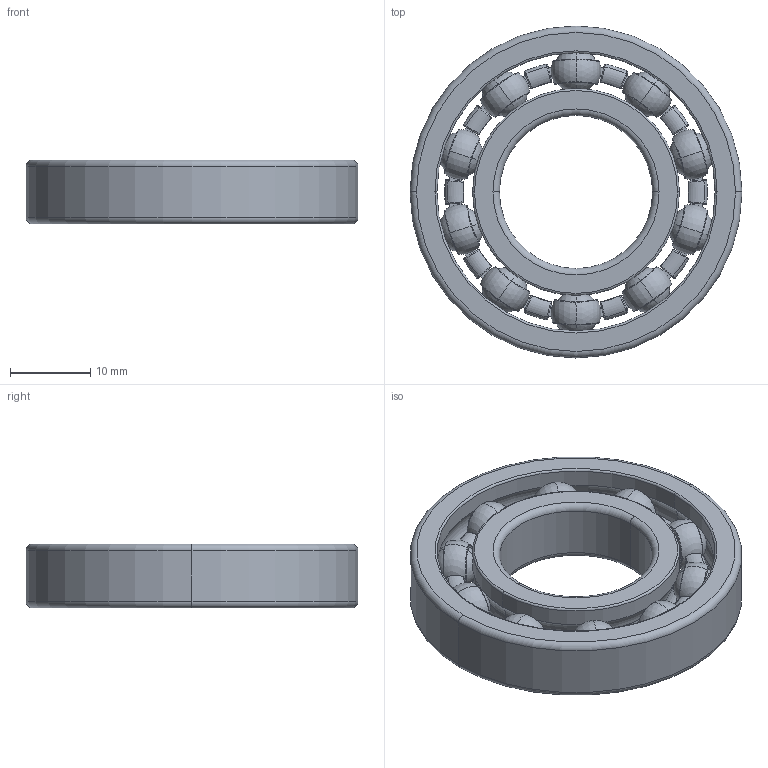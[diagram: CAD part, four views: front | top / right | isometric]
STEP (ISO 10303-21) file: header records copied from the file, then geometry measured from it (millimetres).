
FILE_DESCRIPTION (( 'STEP AP203' ), '1' );
FILE_NAME ('60355K185_Ball Bearing.STEP', '2023-02-27T20:42:57', ( 'Administrator' ), ( 'Managed by Terraform' ), 'SwSTEP 2.0', 'SolidWorks 2017', '' );
FILE_SCHEMA (( 'CONFIG_CONTROL_DESIGN' ));
Length unit declared in the file: inch
Products named in the file (1): 60355K185_Ball Bearing
Bounding box: 41.27 x 41.27 x 7.94 mm (x, y, z)
Volume: 5875.3 mm3; surface area: 6893.2 mm2
Topology: 24 solids, 24 shells, 742 faces, 1938 edges, 1160 vertices
Faces by surface type: sphere 220, bspline 200, torus 142, cylinder 96, plane 64, cone 20
Entity records: 32665 total; most frequent: CARTESIAN_POINT 16501, ORIENTED_EDGE 3536, DIRECTION 3406, EDGE_CURVE 1768, AXIS2_PLACEMENT_3D 1695, CIRCLE 1152, VERTEX_POINT 1070, EDGE_LOOP 746
